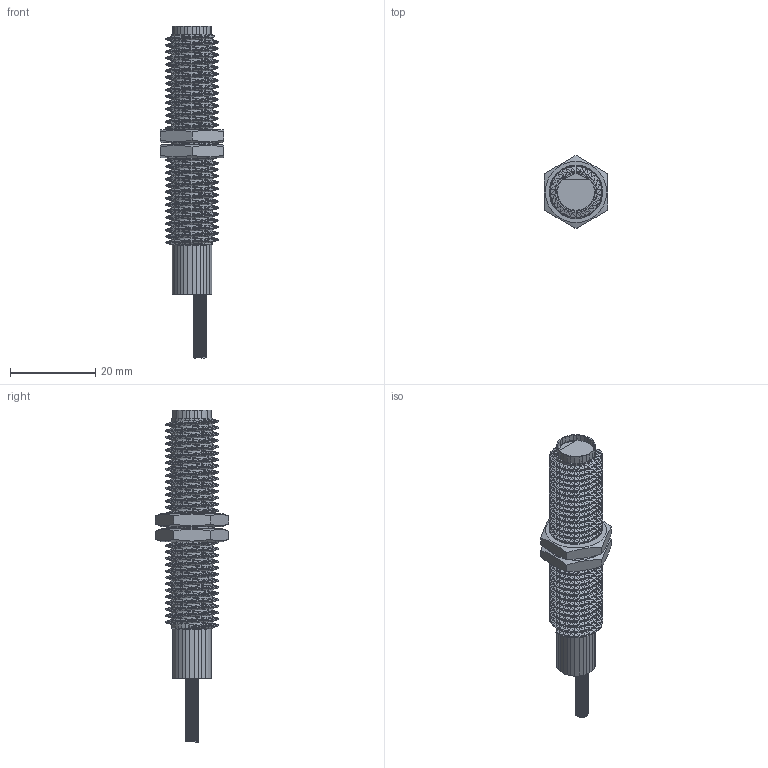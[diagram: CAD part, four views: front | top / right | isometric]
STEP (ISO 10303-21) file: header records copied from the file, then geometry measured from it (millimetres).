
FILE_DESCRIPTION (( 'STEP AP214' ), '1' );
FILE_NAME ('PXPEM12-PKHX1_3D.step', '2024-08-19T18:40:10', ( '' ), ( '' ), 'SwSTEP 2.0', 'SolidWorks 2022', '' );
FILE_SCHEMA (( 'AUTOMOTIVE_DESIGN' ));
Length unit declared in the file: inch
Products named in the file (1): PXPEM12-PKHX1_3D
Bounding box: 14.9 x 17.2 x 78 mm (x, y, z)
Volume: 6080.1 mm3; surface area: 5362.8 mm2
Topology: 4 solids, 4 shells, 9707 faces, 16505 edges, 6808 vertices
Faces by surface type: plane 9686, cylinder 13, cone 8
Entity records: 207073 total; most frequent: DIRECTION 35397, CARTESIAN_POINT 34756, ORIENTED_EDGE 33010, EDGE_CURVE 16505, VECTOR 15947, LINE 15947, AXIS2_PLACEMENT_3D 9725, EDGE_LOOP 9713
